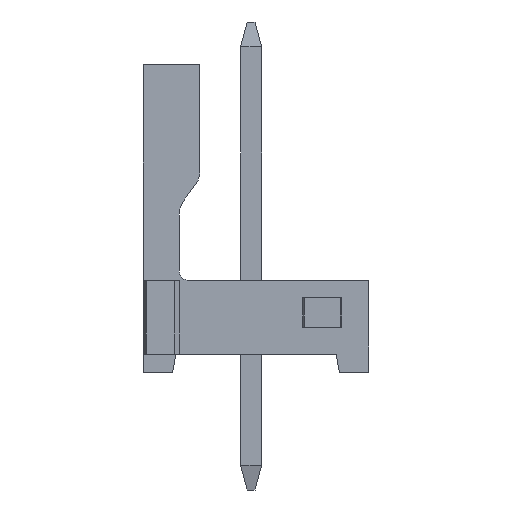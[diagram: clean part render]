
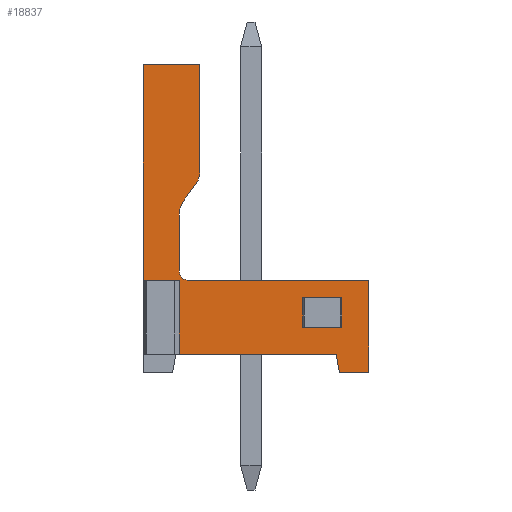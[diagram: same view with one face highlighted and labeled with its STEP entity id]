
A CAD part, left-side view. The second image highlights one B-rep face of the part: STEP entity #18837.
In plain terms, the highlighted planar face has unit normal (-1, 0, 0).
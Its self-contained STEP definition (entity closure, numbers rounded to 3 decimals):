
#17871=CARTESIAN_POINT('',(-12.5,-3.6,2.8));
#17872=VERTEX_POINT('',#17871);
#17879=CARTESIAN_POINT('',(-12.5,-3.6,0.));
#17880=VERTEX_POINT('',#17879);
#17881=CARTESIAN_POINT('',(-12.5,-3.6,2.8));
#17882=DIRECTION('',(0.,0.,-1.));
#17883=VECTOR('',#17882,2.8);
#17884=LINE('',#17881,#17883);
#17885=EDGE_CURVE('',#17872,#17880,#17884,.T.);
#18033=CARTESIAN_POINT('',(-12.5,3.3,2.8));
#18034=VERTEX_POINT('',#18033);
#18041=CARTESIAN_POINT('',(-12.5,3.3,9.4));
#18042=VERTEX_POINT('',#18041);
#18043=CARTESIAN_POINT('',(-12.5,3.3,2.8));
#18044=DIRECTION('',(0.,0.,1.));
#18045=VECTOR('',#18044,6.6);
#18046=LINE('',#18043,#18045);
#18047=EDGE_CURVE('',#18034,#18042,#18046,.T.);
#18065=CARTESIAN_POINT('',(-12.5,1.57,9.4));
#18066=VERTEX_POINT('',#18065);
#18067=CARTESIAN_POINT('',(-12.5,3.3,9.4));
#18068=DIRECTION('',(0.,-1.,0.));
#18069=VECTOR('',#18068,1.73);
#18070=LINE('',#18067,#18069);
#18071=EDGE_CURVE('',#18042,#18066,#18070,.T.);
#18089=CARTESIAN_POINT('',(-12.5,1.57,6.09));
#18090=VERTEX_POINT('',#18089);
#18091=CARTESIAN_POINT('',(-12.5,1.57,9.4));
#18092=DIRECTION('',(0.,0.,-1.));
#18093=VECTOR('',#18092,3.31);
#18094=LINE('',#18091,#18093);
#18095=EDGE_CURVE('',#18066,#18090,#18094,.T.);
#18113=CARTESIAN_POINT('',(-12.5,1.66,5.803));
#18114=VERTEX_POINT('',#18113);
#18115=CARTESIAN_POINT('',(-12.5,2.07,6.09));
#18116=DIRECTION('',(0.,-1.,0.));
#18117=DIRECTION('',(1.,0.,0.));
#18118=AXIS2_PLACEMENT_3D('',#18115,#18117,#18116);
#18119=CIRCLE('',#18118,0.5);
#18120=EDGE_CURVE('',#18090,#18114,#18119,.T.);
#18138=CARTESIAN_POINT('',(-12.5,2.064,5.226));
#18139=VERTEX_POINT('',#18138);
#18140=CARTESIAN_POINT('',(-12.5,1.66,5.803));
#18141=DIRECTION('',(0.,0.574,-0.819));
#18142=VECTOR('',#18141,0.704);
#18143=LINE('',#18140,#18142);
#18144=EDGE_CURVE('',#18114,#18139,#18143,.T.);
#18162=CARTESIAN_POINT('',(-12.5,2.2,4.796));
#18163=VERTEX_POINT('',#18162);
#18164=CARTESIAN_POINT('',(-12.5,1.45,4.796));
#18165=DIRECTION('',(0.,0.819,0.574));
#18166=DIRECTION('',(-1.,0.,0.));
#18167=AXIS2_PLACEMENT_3D('',#18164,#18166,#18165);
#18168=CIRCLE('',#18167,0.75);
#18169=EDGE_CURVE('',#18139,#18163,#18168,.T.);
#18187=CARTESIAN_POINT('',(-12.5,2.2,3.1));
#18188=VERTEX_POINT('',#18187);
#18189=CARTESIAN_POINT('',(-12.5,2.2,4.796));
#18190=DIRECTION('',(0.,0.,-1.));
#18191=VECTOR('',#18190,1.696);
#18192=LINE('',#18189,#18191);
#18193=EDGE_CURVE('',#18163,#18188,#18192,.T.);
#18211=CARTESIAN_POINT('',(-12.5,1.9,2.8));
#18212=VERTEX_POINT('',#18211);
#18213=CARTESIAN_POINT('',(-12.5,1.9,3.1));
#18214=DIRECTION('',(0.,1.,0.));
#18215=DIRECTION('',(-1.,0.,0.));
#18216=AXIS2_PLACEMENT_3D('',#18213,#18215,#18214);
#18217=CIRCLE('',#18216,0.3);
#18218=EDGE_CURVE('',#18188,#18212,#18217,.T.);
#18404=CARTESIAN_POINT('',(-12.5,-2.6,0.55));
#18405=VERTEX_POINT('',#18404);
#18412=CARTESIAN_POINT('',(-12.5,2.2,0.55));
#18413=VERTEX_POINT('',#18412);
#18414=CARTESIAN_POINT('',(-12.5,-2.6,0.55));
#18415=DIRECTION('',(0.,1.,0.));
#18416=VECTOR('',#18415,4.8);
#18417=LINE('',#18414,#18416);
#18418=EDGE_CURVE('',#18405,#18413,#18417,.T.);
#18740=CARTESIAN_POINT('',(-12.5,-2.7,0.));
#18741=VERTEX_POINT('',#18740);
#18750=CARTESIAN_POINT('',(-12.5,-3.6,0.));
#18751=DIRECTION('',(0.,1.,0.));
#18752=VECTOR('',#18751,0.9);
#18753=LINE('',#18750,#18752);
#18754=EDGE_CURVE('',#17880,#18741,#18753,.T.);
#18759=CARTESIAN_POINT('',(-12.5,-0.15,4.7));
#18760=DIRECTION('',(0.,1.,0.));
#18761=DIRECTION('',(-1.,0.,0.));
#18762=AXIS2_PLACEMENT_3D('',#18759,#18761,#18760);
#18763=PLANE('',#18762);
#18764=CARTESIAN_POINT('',(-12.5,-3.6,2.8));
#18765=DIRECTION('',(0.,1.,0.));
#18766=VECTOR('',#18765,5.5);
#18767=LINE('',#18764,#18766);
#18768=EDGE_CURVE('',#17872,#18212,#18767,.T.);
#18769=ORIENTED_EDGE('',*,*,#18768,.T.);
#18770=ORIENTED_EDGE('',*,*,#18218,.F.);
#18771=ORIENTED_EDGE('',*,*,#18193,.F.);
#18772=ORIENTED_EDGE('',*,*,#18169,.F.);
#18773=ORIENTED_EDGE('',*,*,#18144,.F.);
#18774=ORIENTED_EDGE('',*,*,#18120,.F.);
#18775=ORIENTED_EDGE('',*,*,#18095,.F.);
#18776=ORIENTED_EDGE('',*,*,#18071,.F.);
#18777=ORIENTED_EDGE('',*,*,#18047,.F.);
#18778=CARTESIAN_POINT('',(-12.5,2.2,2.8));
#18779=VERTEX_POINT('',#18778);
#18780=CARTESIAN_POINT('',(-12.5,3.3,2.8));
#18781=DIRECTION('',(0.,-1.,0.));
#18782=VECTOR('',#18781,1.1);
#18783=LINE('',#18780,#18782);
#18784=EDGE_CURVE('',#18034,#18779,#18783,.T.);
#18785=ORIENTED_EDGE('',*,*,#18784,.T.);
#18786=CARTESIAN_POINT('',(-12.5,2.2,2.8));
#18787=DIRECTION('',(0.,0.,-1.));
#18788=VECTOR('',#18787,2.25);
#18789=LINE('',#18786,#18788);
#18790=EDGE_CURVE('',#18779,#18413,#18789,.T.);
#18791=ORIENTED_EDGE('',*,*,#18790,.T.);
#18792=ORIENTED_EDGE('',*,*,#18418,.F.);
#18793=CARTESIAN_POINT('',(-12.5,-2.6,0.55));
#18794=DIRECTION('',(0.,-0.179,-0.984));
#18795=VECTOR('',#18794,0.559);
#18796=LINE('',#18793,#18795);
#18797=EDGE_CURVE('',#18405,#18741,#18796,.T.);
#18798=ORIENTED_EDGE('',*,*,#18797,.T.);
#18799=ORIENTED_EDGE('',*,*,#18754,.F.);
#18800=ORIENTED_EDGE('',*,*,#17885,.F.);
#18801=EDGE_LOOP('',(#18769,#18770,#18771,#18772,#18773,#18774,#18775,#18776,#18777,#18785,#18791,#18792,#18798,#18799,#18800));
#18802=FACE_OUTER_BOUND('',#18801,.T.);
#18803=CARTESIAN_POINT('',(-12.5,-2.775,2.275));
#18804=VERTEX_POINT('',#18803);
#18805=CARTESIAN_POINT('',(-12.5,-2.775,1.375));
#18806=VERTEX_POINT('',#18805);
#18807=CARTESIAN_POINT('',(-12.5,-2.775,2.275));
#18808=DIRECTION('',(0.,0.,-1.));
#18809=VECTOR('',#18808,0.9);
#18810=LINE('',#18807,#18809);
#18811=EDGE_CURVE('',#18804,#18806,#18810,.T.);
#18812=ORIENTED_EDGE('',*,*,#18811,.T.);
#18813=CARTESIAN_POINT('',(-12.5,-1.575,1.375));
#18814=VERTEX_POINT('',#18813);
#18815=CARTESIAN_POINT('',(-12.5,-2.775,1.375));
#18816=DIRECTION('',(0.,1.,0.));
#18817=VECTOR('',#18816,1.2);
#18818=LINE('',#18815,#18817);
#18819=EDGE_CURVE('',#18806,#18814,#18818,.T.);
#18820=ORIENTED_EDGE('',*,*,#18819,.T.);
#18821=CARTESIAN_POINT('',(-12.5,-1.575,2.275));
#18822=VERTEX_POINT('',#18821);
#18823=CARTESIAN_POINT('',(-12.5,-1.575,1.375));
#18824=DIRECTION('',(0.,0.,1.));
#18825=VECTOR('',#18824,0.9);
#18826=LINE('',#18823,#18825);
#18827=EDGE_CURVE('',#18814,#18822,#18826,.T.);
#18828=ORIENTED_EDGE('',*,*,#18827,.T.);
#18829=CARTESIAN_POINT('',(-12.5,-1.575,2.275));
#18830=DIRECTION('',(0.,-1.,0.));
#18831=VECTOR('',#18830,1.2);
#18832=LINE('',#18829,#18831);
#18833=EDGE_CURVE('',#18822,#18804,#18832,.T.);
#18834=ORIENTED_EDGE('',*,*,#18833,.T.);
#18835=EDGE_LOOP('',(#18812,#18820,#18828,#18834));
#18836=FACE_BOUND('',#18835,.T.);
#18837=ADVANCED_FACE('',(#18802,#18836),#18763,.T.);
